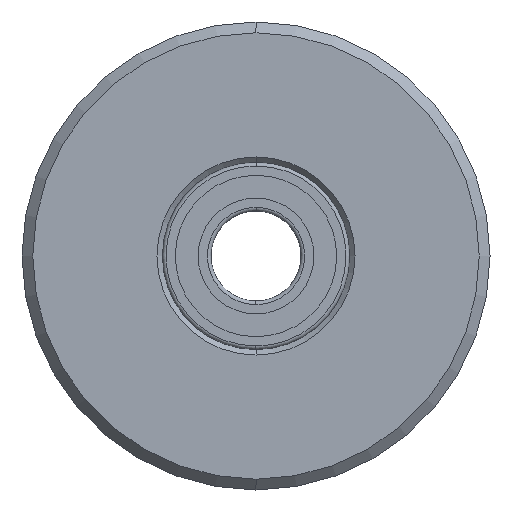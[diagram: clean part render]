
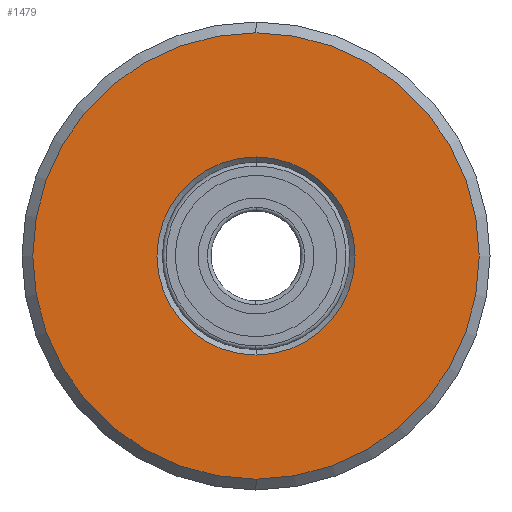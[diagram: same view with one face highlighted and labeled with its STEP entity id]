
A CAD part, left-side view. The second image highlights one B-rep face of the part: STEP entity #1479.
In plain terms, the highlighted planar face has unit normal (-1, 0, 0).
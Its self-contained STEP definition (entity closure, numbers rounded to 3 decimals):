
#155 = CARTESIAN_POINT ( 'NONE',  ( -33.883, -15.991, 0. ) ) ;
#949 = CIRCLE ( 'NONE', #5812, 62. ) ;
#976 = VERTEX_POINT ( 'NONE', #5099 ) ;
#987 = FACE_OUTER_BOUND ( 'NONE', #4181, .T. ) ;
#1025 = DIRECTION ( 'NONE',  ( 0., 0., -1. ) ) ;
#1150 = DIRECTION ( 'NONE',  ( -1., 0., 0. ) ) ;
#1172 = ORIENTED_EDGE ( 'NONE', *, *, #5691, .T. ) ;
#1422 = PLANE ( 'NONE',  #5897 ) ;
#1467 = ORIENTED_EDGE ( 'NONE', *, *, #6290, .T. ) ;
#1479 = ADVANCED_FACE ( 'NONE', ( #6280, #987 ), #1422, .F. ) ;
#1609 = CARTESIAN_POINT ( 'NONE',  ( -33.883, -15.991, 27.5 ) ) ;
#1694 = DIRECTION ( 'NONE',  ( 1., 0., 0. ) ) ;
#2041 = DIRECTION ( 'NONE',  ( 0., 0., -1. ) ) ;
#2210 = CARTESIAN_POINT ( 'NONE',  ( -33.883, -15.991, 0. ) ) ;
#2257 = AXIS2_PLACEMENT_3D ( 'NONE', #4102, #6666, #1025 ) ;
#2317 = VERTEX_POINT ( 'NONE', #3988 ) ;
#2364 = ORIENTED_EDGE ( 'NONE', *, *, #4503, .T. ) ;
#2548 = AXIS2_PLACEMENT_3D ( 'NONE', #155, #1150, #4680 ) ;
#2910 = AXIS2_PLACEMENT_3D ( 'NONE', #2210, #1694, #6371 ) ;
#3033 = CIRCLE ( 'NONE', #2548, 62. ) ;
#3072 = CARTESIAN_POINT ( 'NONE',  ( -33.883, 10.009, 0. ) ) ;
#3112 = CARTESIAN_POINT ( 'NONE',  ( -33.883, -15.991, 0. ) ) ;
#3529 = DIRECTION ( 'NONE',  ( -1., 0., 0. ) ) ;
#3594 = DIRECTION ( 'NONE',  ( 1., 0., 0. ) ) ;
#3988 = CARTESIAN_POINT ( 'NONE',  ( -33.883, -15.991, -27.5 ) ) ;
#4064 = EDGE_CURVE ( 'NONE', #976, #5622, #3033, .T. ) ;
#4071 = CIRCLE ( 'NONE', #2910, 27.5 ) ;
#4102 = CARTESIAN_POINT ( 'NONE',  ( -33.883, -15.991, 0. ) ) ;
#4181 = EDGE_LOOP ( 'NONE', ( #5274, #2364 ) ) ;
#4503 = EDGE_CURVE ( 'NONE', #5622, #976, #949, .T. ) ;
#4533 = CARTESIAN_POINT ( 'NONE',  ( -33.883, -15.991, 62. ) ) ;
#4680 = DIRECTION ( 'NONE',  ( 0., 0., -1. ) ) ;
#4926 = EDGE_LOOP ( 'NONE', ( #1467, #1172 ) ) ;
#5099 = CARTESIAN_POINT ( 'NONE',  ( -33.883, -15.991, -62. ) ) ;
#5274 = ORIENTED_EDGE ( 'NONE', *, *, #4064, .T. ) ;
#5461 = CIRCLE ( 'NONE', #2257, 27.5 ) ;
#5622 = VERTEX_POINT ( 'NONE', #4533 ) ;
#5691 = EDGE_CURVE ( 'NONE', #2317, #6222, #5461, .T. ) ;
#5812 = AXIS2_PLACEMENT_3D ( 'NONE', #3112, #3529, #6247 ) ;
#5897 = AXIS2_PLACEMENT_3D ( 'NONE', #3072, #3594, #2041 ) ;
#6222 = VERTEX_POINT ( 'NONE', #1609 ) ;
#6247 = DIRECTION ( 'NONE',  ( 0., 0., -1. ) ) ;
#6280 = FACE_BOUND ( 'NONE', #4926, .T. ) ;
#6290 = EDGE_CURVE ( 'NONE', #6222, #2317, #4071, .T. ) ;
#6371 = DIRECTION ( 'NONE',  ( 0., 0., -1. ) ) ;
#6666 = DIRECTION ( 'NONE',  ( 1., 0., 0. ) ) ;
